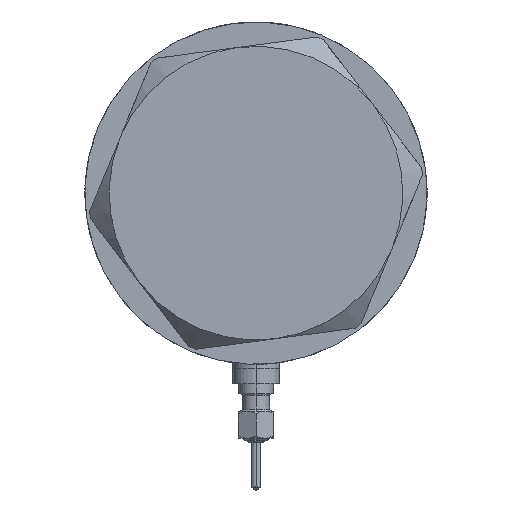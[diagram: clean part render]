
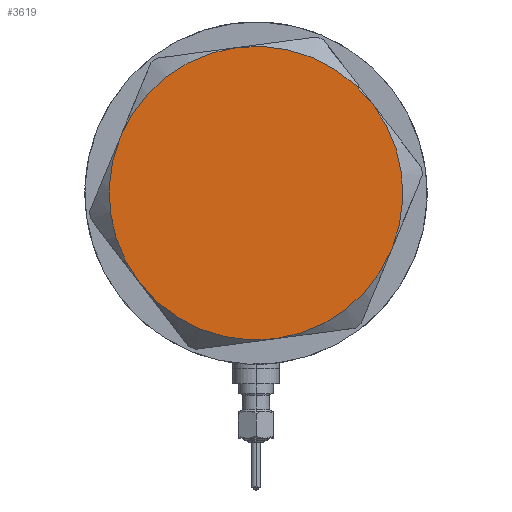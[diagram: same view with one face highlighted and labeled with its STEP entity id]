
A CAD part, left-side view. The second image highlights one B-rep face of the part: STEP entity #3619.
In plain terms, the highlighted face is planar.
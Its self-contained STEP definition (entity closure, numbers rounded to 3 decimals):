
#4 = DIRECTION ( 'NONE',  ( 0., 0., 1. ) ) ;
#261 = AXIS2_PLACEMENT_3D ( 'NONE', #5519, #3554, #1004 ) ;
#404 = DIRECTION ( 'NONE',  ( 1., 0., 0. ) ) ;
#496 = ORIENTED_EDGE ( 'NONE', *, *, #1587, .T. ) ;
#506 = ORIENTED_EDGE ( 'NONE', *, *, #797, .T. ) ;
#507 = ORIENTED_EDGE ( 'NONE', *, *, #3495, .T. ) ;
#727 = VERTEX_POINT ( 'NONE', #1504 ) ;
#760 = EDGE_LOOP ( 'NONE', ( #5692, #5511, #2825, #507, #506, #496 ) ) ;
#797 = EDGE_CURVE ( 'NONE', #3960, #6502, #4677, .T. ) ;
#939 = DIRECTION ( 'NONE',  ( 1., 0., 0. ) ) ;
#971 = PLANE ( 'NONE',  #261 ) ;
#1004 = DIRECTION ( 'NONE',  ( 1., 0., 0. ) ) ;
#1291 = VERTEX_POINT ( 'NONE', #4640 ) ;
#1300 = DIRECTION ( 'NONE',  ( 1., 0., 0. ) ) ;
#1482 = EDGE_CURVE ( 'NONE', #727, #4337, #3652, .T. ) ;
#1504 = CARTESIAN_POINT ( 'NONE',  ( 18.875, 32.692, 13. ) ) ;
#1587 = EDGE_CURVE ( 'NONE', #6502, #2373, #4474, .T. ) ;
#1594 = CARTESIAN_POINT ( 'NONE',  ( 0., 0., 13. ) ) ;
#1627 = DIRECTION ( 'NONE',  ( 1., 0., 0. ) ) ;
#1636 = AXIS2_PLACEMENT_3D ( 'NONE', #2514, #4, #404 ) ;
#1700 = CARTESIAN_POINT ( 'NONE',  ( 0., 0., 13. ) ) ;
#1995 = FACE_OUTER_BOUND ( 'NONE', #760, .T. ) ;
#2033 = AXIS2_PLACEMENT_3D ( 'NONE', #5714, #5323, #1300 ) ;
#2199 = DIRECTION ( 'NONE',  ( 0., 0., 1. ) ) ;
#2373 = VERTEX_POINT ( 'NONE', #5652 ) ;
#2422 = CARTESIAN_POINT ( 'NONE',  ( -37.75, 0., 13. ) ) ;
#2514 = CARTESIAN_POINT ( 'NONE',  ( 0., 0., 13. ) ) ;
#2569 = CIRCLE ( 'NONE', #4382, 37.75 ) ;
#2773 = EDGE_CURVE ( 'NONE', #2373, #1291, #2569, .T. ) ;
#2825 = ORIENTED_EDGE ( 'NONE', *, *, #1482, .T. ) ;
#2945 = EDGE_CURVE ( 'NONE', #1291, #727, #5975, .T. ) ;
#3015 = AXIS2_PLACEMENT_3D ( 'NONE', #1700, #2199, #4226 ) ;
#3100 = AXIS2_PLACEMENT_3D ( 'NONE', #1594, #4149, #1627 ) ;
#3495 = EDGE_CURVE ( 'NONE', #4337, #3960, #5023, .T. ) ;
#3554 = DIRECTION ( 'NONE',  ( 0., 0., 1. ) ) ;
#3619 = ADVANCED_FACE ( 'NONE', ( #1995 ), #971, .T. ) ;
#3647 = DIRECTION ( 'NONE',  ( 1., 0., 0. ) ) ;
#3652 = CIRCLE ( 'NONE', #1636, 37.75 ) ;
#3816 = CARTESIAN_POINT ( 'NONE',  ( -18.875, 32.692, 13. ) ) ;
#3960 = VERTEX_POINT ( 'NONE', #2422 ) ;
#4116 = CARTESIAN_POINT ( 'NONE',  ( 0., 0., 13. ) ) ;
#4149 = DIRECTION ( 'NONE',  ( 0., 0., 1. ) ) ;
#4226 = DIRECTION ( 'NONE',  ( 1., 0., 0. ) ) ;
#4237 = CARTESIAN_POINT ( 'NONE',  ( -18.875, -32.692, 13. ) ) ;
#4337 = VERTEX_POINT ( 'NONE', #3816 ) ;
#4382 = AXIS2_PLACEMENT_3D ( 'NONE', #4116, #6144, #3647 ) ;
#4474 = CIRCLE ( 'NONE', #3100, 37.75 ) ;
#4640 = CARTESIAN_POINT ( 'NONE',  ( 37.75, 0., 13. ) ) ;
#4677 = CIRCLE ( 'NONE', #2033, 37.75 ) ;
#4950 = DIRECTION ( 'NONE',  ( 0., 0., 1. ) ) ;
#5023 = CIRCLE ( 'NONE', #3015, 37.75 ) ;
#5323 = DIRECTION ( 'NONE',  ( 0., 0., 1. ) ) ;
#5488 = CARTESIAN_POINT ( 'NONE',  ( 0., 0., 13. ) ) ;
#5511 = ORIENTED_EDGE ( 'NONE', *, *, #2945, .T. ) ;
#5519 = CARTESIAN_POINT ( 'NONE',  ( 0., 0., 13. ) ) ;
#5652 = CARTESIAN_POINT ( 'NONE',  ( 18.875, -32.692, 13. ) ) ;
#5692 = ORIENTED_EDGE ( 'NONE', *, *, #2773, .T. ) ;
#5714 = CARTESIAN_POINT ( 'NONE',  ( 0., 0., 13. ) ) ;
#5870 = AXIS2_PLACEMENT_3D ( 'NONE', #5488, #4950, #939 ) ;
#5975 = CIRCLE ( 'NONE', #5870, 37.75 ) ;
#6144 = DIRECTION ( 'NONE',  ( 0., 0., 1. ) ) ;
#6502 = VERTEX_POINT ( 'NONE', #4237 ) ;
